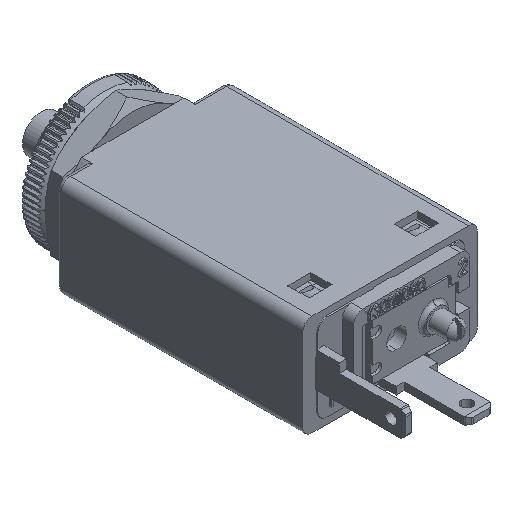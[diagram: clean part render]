
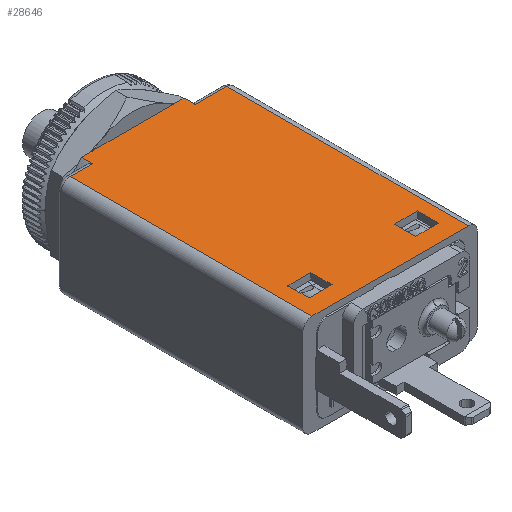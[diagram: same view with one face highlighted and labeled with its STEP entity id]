
A CAD part, isometric view. The second image highlights one B-rep face of the part: STEP entity #28646.
In plain terms, the highlighted planar face has unit normal (0, 0, 1).
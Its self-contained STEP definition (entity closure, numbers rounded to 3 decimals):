
#541=DIRECTION('',(0.,-1.,0.));
#542=VECTOR('',#541,1.2);
#543=CARTESIAN_POINT('',(-5.587,28.5,5.5));
#544=LINE('',#543,#542);
#789=DIRECTION('',(1.,0.,0.));
#790=VECTOR('',#789,2.5);
#791=CARTESIAN_POINT('',(-6.45,2.87,5.5));
#792=LINE('',#791,#790);
#793=DIRECTION('',(0.,1.,0.));
#794=VECTOR('',#793,2.3);
#795=CARTESIAN_POINT('',(-3.95,2.87,5.5));
#796=LINE('',#795,#794);
#797=DIRECTION('',(-1.,0.,0.));
#798=VECTOR('',#797,2.5);
#799=CARTESIAN_POINT('',(-3.95,5.17,5.5));
#800=LINE('',#799,#798);
#801=DIRECTION('',(0.,-1.,0.));
#802=VECTOR('',#801,2.3);
#803=CARTESIAN_POINT('',(-6.45,5.17,5.5));
#804=LINE('',#803,#802);
#805=DIRECTION('',(0.,-1.,0.));
#806=VECTOR('',#805,2.3);
#807=CARTESIAN_POINT('',(5.15,5.17,5.5));
#808=LINE('',#807,#806);
#809=DIRECTION('',(1.,0.,0.));
#810=VECTOR('',#809,2.5);
#811=CARTESIAN_POINT('',(5.15,2.87,5.5));
#812=LINE('',#811,#810);
#813=DIRECTION('',(0.,1.,0.));
#814=VECTOR('',#813,2.3);
#815=CARTESIAN_POINT('',(7.65,2.87,5.5));
#816=LINE('',#815,#814);
#817=DIRECTION('',(-1.,0.,0.));
#818=VECTOR('',#817,2.5);
#819=CARTESIAN_POINT('',(7.65,5.17,5.5));
#820=LINE('',#819,#818);
#821=DIRECTION('',(-1.,0.,0.));
#822=VECTOR('',#821,1.257);
#823=CARTESIAN_POINT('',(5.587,28.5,5.5));
#824=LINE('',#823,#822);
#825=DIRECTION('',(-1.,0.,0.));
#826=VECTOR('',#825,3.413);
#827=CARTESIAN_POINT('',(9.,27.3,5.5));
#828=LINE('',#827,#826);
#829=DIRECTION('',(0.,1.,0.));
#830=VECTOR('',#829,26.3);
#831=CARTESIAN_POINT('',(9.,1.,5.5));
#832=LINE('',#831,#830);
#833=DIRECTION('',(1.,0.,0.));
#834=VECTOR('',#833,17.);
#835=CARTESIAN_POINT('',(-8.,1.,5.5));
#836=LINE('',#835,#834);
#837=DIRECTION('',(0.,-1.,0.));
#838=VECTOR('',#837,26.3);
#839=CARTESIAN_POINT('',(-8.,27.3,5.5));
#840=LINE('',#839,#838);
#841=DIRECTION('',(-1.,0.,0.));
#842=VECTOR('',#841,2.413);
#843=CARTESIAN_POINT('',(-5.587,27.3,5.5));
#844=LINE('',#843,#842);
#845=DIRECTION('',(-1.,0.,0.));
#846=VECTOR('',#845,1.257);
#847=CARTESIAN_POINT('',(-4.33,28.5,5.5));
#848=LINE('',#847,#846);
#849=DIRECTION('',(1.,0.,0.));
#850=VECTOR('',#849,8.66);
#851=CARTESIAN_POINT('',(-4.33,28.5,5.5));
#852=LINE('',#851,#850);
#22395=DIRECTION('',(0.,1.,0.));
#22396=VECTOR('',#22395,1.2);
#22397=CARTESIAN_POINT('',(5.587,27.3,5.5));
#22398=LINE('',#22397,#22396);
#23183=CARTESIAN_POINT('',(-5.587,28.5,5.5));
#23185=VERTEX_POINT('',#23183);
#23186=CARTESIAN_POINT('',(5.587,28.5,5.5));
#23188=VERTEX_POINT('',#23186);
#23242=CARTESIAN_POINT('',(-6.45,2.87,5.5));
#23243=CARTESIAN_POINT('',(-3.95,2.87,5.5));
#23244=VERTEX_POINT('',#23242);
#23245=VERTEX_POINT('',#23243);
#23246=CARTESIAN_POINT('',(-3.95,5.17,5.5));
#23247=VERTEX_POINT('',#23246);
#23248=CARTESIAN_POINT('',(-6.45,5.17,5.5));
#23249=VERTEX_POINT('',#23248);
#23250=CARTESIAN_POINT('',(5.15,5.17,5.5));
#23251=CARTESIAN_POINT('',(5.15,2.87,5.5));
#23252=VERTEX_POINT('',#23250);
#23253=VERTEX_POINT('',#23251);
#23254=CARTESIAN_POINT('',(7.65,2.87,5.5));
#23255=VERTEX_POINT('',#23254);
#23256=CARTESIAN_POINT('',(7.65,5.17,5.5));
#23257=VERTEX_POINT('',#23256);
#23360=CARTESIAN_POINT('',(-8.,1.,5.5));
#23362=VERTEX_POINT('',#23360);
#23365=CARTESIAN_POINT('',(9.,1.,5.5));
#23367=VERTEX_POINT('',#23365);
#23392=CARTESIAN_POINT('',(-8.,27.3,5.5));
#23393=VERTEX_POINT('',#23392);
#23396=CARTESIAN_POINT('',(-5.587,27.3,5.5));
#23397=VERTEX_POINT('',#23396);
#23404=CARTESIAN_POINT('',(9.,27.3,5.5));
#23405=CARTESIAN_POINT('',(5.587,27.3,5.5));
#23406=VERTEX_POINT('',#23404);
#23407=VERTEX_POINT('',#23405);
#25776=CARTESIAN_POINT('',(-4.33,28.5,5.5));
#25777=CARTESIAN_POINT('',(4.33,28.5,5.5));
#25778=VERTEX_POINT('',#25776);
#25779=VERTEX_POINT('',#25777);
#28604=CARTESIAN_POINT('',(0.,1.,5.5));
#28605=DIRECTION('',(0.,0.,1.));
#28606=DIRECTION('',(1.,0.,0.));
#28607=AXIS2_PLACEMENT_3D('',#28604,#28605,#28606);
#28608=PLANE('',#28607);
#28610=ORIENTED_EDGE('',*,*,#28609,.F.);
#28612=ORIENTED_EDGE('',*,*,#28611,.F.);
#28614=ORIENTED_EDGE('',*,*,#28613,.F.);
#28616=ORIENTED_EDGE('',*,*,#28615,.F.);
#28617=ORIENTED_EDGE('',*,*,#27961,.F.);
#28618=ORIENTED_EDGE('',*,*,#28145,.F.);
#28620=ORIENTED_EDGE('',*,*,#28619,.F.);
#28621=ORIENTED_EDGE('',*,*,#28298,.F.);
#28623=ORIENTED_EDGE('',*,*,#28622,.F.);
#28625=ORIENTED_EDGE('',*,*,#28624,.T.);
#28626=EDGE_LOOP('',(#28610,#28612,#28614,#28616,#28617,#28618,#28620,#28621,
#28623,#28625));
#28627=FACE_OUTER_BOUND('',#28626,.F.);
#28629=ORIENTED_EDGE('',*,*,#28628,.T.);
#28631=ORIENTED_EDGE('',*,*,#28630,.T.);
#28633=ORIENTED_EDGE('',*,*,#28632,.T.);
#28635=ORIENTED_EDGE('',*,*,#28634,.T.);
#28636=EDGE_LOOP('',(#28629,#28631,#28633,#28635));
#28637=FACE_BOUND('',#28636,.F.);
#28638=ORIENTED_EDGE('',*,*,#28432,.T.);
#28639=ORIENTED_EDGE('',*,*,#28581,.T.);
#28641=ORIENTED_EDGE('',*,*,#28640,.T.);
#28643=ORIENTED_EDGE('',*,*,#28642,.T.);
#28644=EDGE_LOOP('',(#28638,#28639,#28641,#28643));
#28645=FACE_BOUND('',#28644,.F.);
#27961=EDGE_CURVE('',#23362,#23367,#836,.T.);
#28145=EDGE_CURVE('',#23393,#23362,#840,.T.);
#28298=EDGE_CURVE('',#23185,#23397,#544,.T.);
#28432=EDGE_CURVE('',#23244,#23245,#792,.T.);
#28581=EDGE_CURVE('',#23245,#23247,#796,.T.);
#28609=EDGE_CURVE('',#23188,#25779,#824,.T.);
#28611=EDGE_CURVE('',#23407,#23188,#22398,.T.);
#28613=EDGE_CURVE('',#23406,#23407,#828,.T.);
#28615=EDGE_CURVE('',#23367,#23406,#832,.T.);
#28619=EDGE_CURVE('',#23397,#23393,#844,.T.);
#28622=EDGE_CURVE('',#25778,#23185,#848,.T.);
#28624=EDGE_CURVE('',#25778,#25779,#852,.T.);
#28628=EDGE_CURVE('',#23252,#23253,#808,.T.);
#28630=EDGE_CURVE('',#23253,#23255,#812,.T.);
#28632=EDGE_CURVE('',#23255,#23257,#816,.T.);
#28634=EDGE_CURVE('',#23257,#23252,#820,.T.);
#28640=EDGE_CURVE('',#23247,#23249,#800,.T.);
#28642=EDGE_CURVE('',#23249,#23244,#804,.T.);
#28646=ADVANCED_FACE('',(#28627,#28637,#28645),#28608,.T.);
